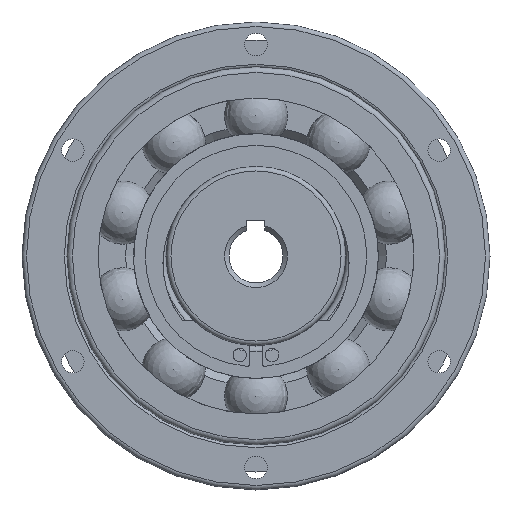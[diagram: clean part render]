
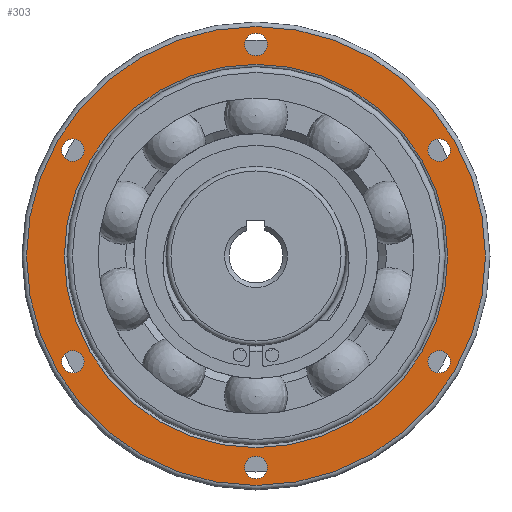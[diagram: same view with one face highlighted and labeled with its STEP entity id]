
A CAD part, left-side view. The second image highlights one B-rep face of the part: STEP entity #303.
In plain terms, the highlighted planar face has unit normal (-1, 0, 0).
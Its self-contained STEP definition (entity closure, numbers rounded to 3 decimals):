
#303 = ADVANCED_FACE( '', ( #731, #732, #733, #734, #735, #736, #737, #738 ), #739, .F. );
#731 = FACE_OUTER_BOUND( '', #1312, .T. );
#732 = FACE_BOUND( '', #1313, .T. );
#733 = FACE_BOUND( '', #1314, .T. );
#734 = FACE_BOUND( '', #1315, .T. );
#735 = FACE_BOUND( '', #1316, .T. );
#736 = FACE_BOUND( '', #1317, .T. );
#737 = FACE_BOUND( '', #1318, .T. );
#738 = FACE_BOUND( '', #1319, .T. );
#739 = PLANE( '', #1320 );
#1312 = EDGE_LOOP( '', ( #2200 ) );
#1313 = EDGE_LOOP( '', ( #2201 ) );
#1314 = EDGE_LOOP( '', ( #2202 ) );
#1315 = EDGE_LOOP( '', ( #2203 ) );
#1316 = EDGE_LOOP( '', ( #2204 ) );
#1317 = EDGE_LOOP( '', ( #2205 ) );
#1318 = EDGE_LOOP( '', ( #2206 ) );
#1319 = EDGE_LOOP( '', ( #2207 ) );
#1320 = AXIS2_PLACEMENT_3D( '', #2208, #2209, #2210 );
#2200 = ORIENTED_EDGE( '', *, *, #3325, .T. );
#2201 = ORIENTED_EDGE( '', *, *, #3326, .T. );
#2202 = ORIENTED_EDGE( '', *, *, #3327, .T. );
#2203 = ORIENTED_EDGE( '', *, *, #3328, .T. );
#2204 = ORIENTED_EDGE( '', *, *, #3329, .T. );
#2205 = ORIENTED_EDGE( '', *, *, #3330, .T. );
#2206 = ORIENTED_EDGE( '', *, *, #3331, .T. );
#2207 = ORIENTED_EDGE( '', *, *, #3302, .T. );
#2208 = CARTESIAN_POINT( '', ( 11.25, 0., 25.5 ) );
#2209 = DIRECTION( '', ( 1., 0., 0. ) );
#2210 = DIRECTION( '', ( 0., 1., 0. ) );
#3302 = EDGE_CURVE( '', #3997, #3997, #3998, .T. );
#3325 = EDGE_CURVE( '', #4032, #4032, #4033, .T. );
#3326 = EDGE_CURVE( '', #4034, #4034, #4035, .T. );
#3327 = EDGE_CURVE( '', #4036, #4036, #4037, .T. );
#3328 = EDGE_CURVE( '', #4038, #4038, #4039, .T. );
#3329 = EDGE_CURVE( '', #4040, #4040, #4041, .T. );
#3330 = EDGE_CURVE( '', #4042, #4042, #4043, .T. );
#3331 = EDGE_CURVE( '', #4044, #4044, #4045, .T. );
#3997 = VERTEX_POINT( '', #5417 );
#3998 = CIRCLE( '', #5418, 21.3 );
#4032 = VERTEX_POINT( '', #5507 );
#4033 = CIRCLE( '', #5508, 25.5 );
#4034 = VERTEX_POINT( '', #5509 );
#4035 = CIRCLE( '', #5510, 1.25 );
#4036 = VERTEX_POINT( '', #5511 );
#4037 = CIRCLE( '', #5512, 1.25 );
#4038 = VERTEX_POINT( '', #5513 );
#4039 = CIRCLE( '', #5514, 1.25 );
#4040 = VERTEX_POINT( '', #5515 );
#4041 = CIRCLE( '', #5516, 1.25 );
#4042 = VERTEX_POINT( '', #5517 );
#4043 = CIRCLE( '', #5518, 1.25 );
#4044 = VERTEX_POINT( '', #5519 );
#4045 = CIRCLE( '', #5520, 1.25 );
#5417 = CARTESIAN_POINT( '', ( 11.25, 0., -21.3 ) );
#5418 = AXIS2_PLACEMENT_3D( '', #6724, #6725, #6726 );
#5507 = CARTESIAN_POINT( '', ( 11.25, 0., 25.5 ) );
#5508 = AXIS2_PLACEMENT_3D( '', #6749, #6750, #6751 );
#5509 = CARTESIAN_POINT( '', ( 11.25, -20.352, -13. ) );
#5510 = AXIS2_PLACEMENT_3D( '', #6752, #6753, #6754 );
#5511 = CARTESIAN_POINT( '', ( 11.25, 0., -24.75 ) );
#5512 = AXIS2_PLACEMENT_3D( '', #6755, #6756, #6757 );
#5513 = CARTESIAN_POINT( '', ( 11.25, 20.352, -13. ) );
#5514 = AXIS2_PLACEMENT_3D( '', #6758, #6759, #6760 );
#5515 = CARTESIAN_POINT( '', ( 11.25, 20.352, 10.5 ) );
#5516 = AXIS2_PLACEMENT_3D( '', #6761, #6762, #6763 );
#5517 = CARTESIAN_POINT( '', ( 11.25, 0., 22.25 ) );
#5518 = AXIS2_PLACEMENT_3D( '', #6764, #6765, #6766 );
#5519 = CARTESIAN_POINT( '', ( 11.25, -20.352, 10.5 ) );
#5520 = AXIS2_PLACEMENT_3D( '', #6767, #6768, #6769 );
#6724 = CARTESIAN_POINT( '', ( 11.25, 0., 0. ) );
#6725 = DIRECTION( '', ( 1., 0., 0. ) );
#6726 = DIRECTION( '', ( 0., 0., -1. ) );
#6749 = CARTESIAN_POINT( '', ( 11.25, 0., 0. ) );
#6750 = DIRECTION( '', ( -1., 0., 0. ) );
#6751 = DIRECTION( '', ( 0., 0., 1. ) );
#6752 = CARTESIAN_POINT( '', ( 11.25, -20.352, -11.75 ) );
#6753 = DIRECTION( '', ( 1., 0., 0. ) );
#6754 = DIRECTION( '', ( 0., 0., -1. ) );
#6755 = CARTESIAN_POINT( '', ( 11.25, 0., -23.5 ) );
#6756 = DIRECTION( '', ( 1., 0., 0. ) );
#6757 = DIRECTION( '', ( 0., 0., -1. ) );
#6758 = CARTESIAN_POINT( '', ( 11.25, 20.352, -11.75 ) );
#6759 = DIRECTION( '', ( 1., 0., 0. ) );
#6760 = DIRECTION( '', ( 0., 0., -1. ) );
#6761 = CARTESIAN_POINT( '', ( 11.25, 20.352, 11.75 ) );
#6762 = DIRECTION( '', ( 1., 0., 0. ) );
#6763 = DIRECTION( '', ( 0., 0., -1. ) );
#6764 = CARTESIAN_POINT( '', ( 11.25, 0., 23.5 ) );
#6765 = DIRECTION( '', ( 1., 0., 0. ) );
#6766 = DIRECTION( '', ( 0., 0., -1. ) );
#6767 = CARTESIAN_POINT( '', ( 11.25, -20.352, 11.75 ) );
#6768 = DIRECTION( '', ( 1., 0., 0. ) );
#6769 = DIRECTION( '', ( 0., 0., -1. ) );
